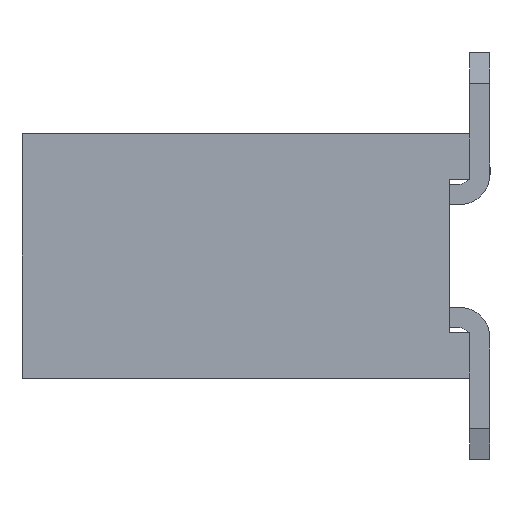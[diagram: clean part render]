
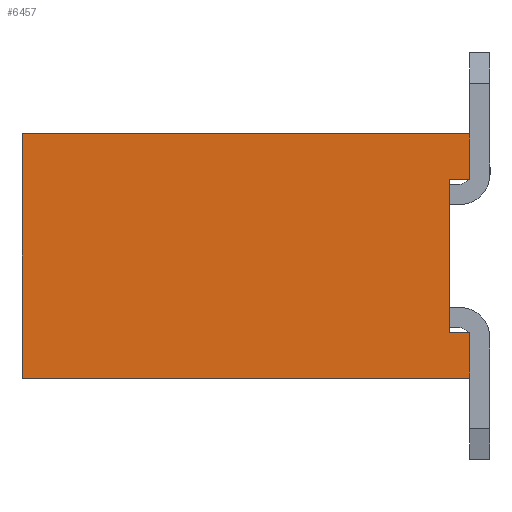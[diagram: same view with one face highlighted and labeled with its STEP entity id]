
A CAD part, left-side view. The second image highlights one B-rep face of the part: STEP entity #6457.
In plain terms, the highlighted planar face has unit normal (-1, 0, 0).
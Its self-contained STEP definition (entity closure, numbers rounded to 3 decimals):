
#219 = CARTESIAN_POINT ( 'NONE',  ( 13.975, 21.039, -0.45 ) ) ;
#521 = DIRECTION ( 'NONE',  ( 0., 0., 1. ) ) ;
#702 = FACE_OUTER_BOUND ( 'NONE', #7601, .T. ) ;
#812 = CARTESIAN_POINT ( 'NONE',  ( 13.975, 25.439, -2.4 ) ) ;
#956 = LINE ( 'NONE', #2990, #4250 ) ;
#999 = CARTESIAN_POINT ( 'NONE',  ( 13.975, 21.039, -2.4 ) ) ;
#1246 = LINE ( 'NONE', #6711, #7714 ) ;
#1249 = LINE ( 'NONE', #812, #4525 ) ;
#1679 = LINE ( 'NONE', #3922, #3413 ) ;
#1750 = CARTESIAN_POINT ( 'NONE',  ( 13.975, 21.039, -2.4 ) ) ;
#1892 = AXIS2_PLACEMENT_3D ( 'NONE', #5762, #7019, #521 ) ;
#2039 = CARTESIAN_POINT ( 'NONE',  ( 13.975, 21.039, -2.4 ) ) ;
#2331 = EDGE_CURVE ( 'NONE', #6369, #4301, #956, .T. ) ;
#2461 = VECTOR ( 'NONE', #7209, 1000. ) ;
#2598 = DIRECTION ( 'NONE',  ( 0., 1., 0. ) ) ;
#2692 = EDGE_CURVE ( 'NONE', #5553, #7941, #6388, .T. ) ;
#2794 = ORIENTED_EDGE ( 'NONE', *, *, #2692, .T. ) ;
#2827 = DIRECTION ( 'NONE',  ( 0., -1., 0. ) ) ;
#2892 = CARTESIAN_POINT ( 'NONE',  ( 13.975, 21.039, -1.95 ) ) ;
#2990 = CARTESIAN_POINT ( 'NONE',  ( 13.975, 21.039, -0.45 ) ) ;
#3085 = CARTESIAN_POINT ( 'NONE',  ( 13.975, 21.239, -0.45 ) ) ;
#3300 = LINE ( 'NONE', #999, #8365 ) ;
#3413 = VECTOR ( 'NONE', #2598, 1000. ) ;
#3448 = ORIENTED_EDGE ( 'NONE', *, *, #4432, .T. ) ;
#3470 = DIRECTION ( 'NONE',  ( 0., 0., 1. ) ) ;
#3475 = ORIENTED_EDGE ( 'NONE', *, *, #6540, .T. ) ;
#3499 = CARTESIAN_POINT ( 'NONE',  ( 13.975, 21.039, 0. ) ) ;
#3783 = VERTEX_POINT ( 'NONE', #7604 ) ;
#3922 = CARTESIAN_POINT ( 'NONE',  ( 13.975, 0., 0. ) ) ;
#3996 = LINE ( 'NONE', #2039, #2461 ) ;
#4074 = VERTEX_POINT ( 'NONE', #7802 ) ;
#4189 = EDGE_CURVE ( 'NONE', #7941, #6369, #1246, .T. ) ;
#4241 = VERTEX_POINT ( 'NONE', #3499 ) ;
#4250 = VECTOR ( 'NONE', #2827, 1000. ) ;
#4301 = VERTEX_POINT ( 'NONE', #219 ) ;
#4325 = LINE ( 'NONE', #1750, #6049 ) ;
#4432 = EDGE_CURVE ( 'NONE', #4074, #4872, #4325, .T. ) ;
#4525 = VECTOR ( 'NONE', #6062, 1000. ) ;
#4842 = EDGE_CURVE ( 'NONE', #4074, #3783, #1249, .T. ) ;
#4872 = VERTEX_POINT ( 'NONE', #6092 ) ;
#5002 = EDGE_CURVE ( 'NONE', #4872, #5553, #3300, .T. ) ;
#5216 = ORIENTED_EDGE ( 'NONE', *, *, #4842, .F. ) ;
#5553 = VERTEX_POINT ( 'NONE', #2892 ) ;
#5583 = DIRECTION ( 'NONE',  ( 0., 0., 1. ) ) ;
#5762 = CARTESIAN_POINT ( 'NONE',  ( 13.975, 21.039, -2.4 ) ) ;
#5972 = EDGE_CURVE ( 'NONE', #4301, #4241, #3996, .T. ) ;
#6049 = VECTOR ( 'NONE', #6302, 1000. ) ;
#6062 = DIRECTION ( 'NONE',  ( 0., 0., 1. ) ) ;
#6092 = CARTESIAN_POINT ( 'NONE',  ( 13.975, 21.039, -2.4 ) ) ;
#6302 = DIRECTION ( 'NONE',  ( 0., -1., 0. ) ) ;
#6369 = VERTEX_POINT ( 'NONE', #3085 ) ;
#6383 = ORIENTED_EDGE ( 'NONE', *, *, #5972, .T. ) ;
#6388 = LINE ( 'NONE', #8407, #7834 ) ;
#6431 = ORIENTED_EDGE ( 'NONE', *, *, #2331, .T. ) ;
#6457 = ADVANCED_FACE ( 'NONE', ( #702 ), #7662, .T. ) ;
#6540 = EDGE_CURVE ( 'NONE', #4241, #3783, #1679, .T. ) ;
#6711 = CARTESIAN_POINT ( 'NONE',  ( 13.975, 21.239, -0.45 ) ) ;
#7019 = DIRECTION ( 'NONE',  ( -1., 0., 0. ) ) ;
#7079 = DIRECTION ( 'NONE',  ( 0., 1., 0. ) ) ;
#7209 = DIRECTION ( 'NONE',  ( 0., 0., 1. ) ) ;
#7593 = ORIENTED_EDGE ( 'NONE', *, *, #5002, .T. ) ;
#7601 = EDGE_LOOP ( 'NONE', ( #2794, #8082, #6431, #6383, #3475, #5216, #3448, #7593 ) ) ;
#7604 = CARTESIAN_POINT ( 'NONE',  ( 13.975, 25.439, 0. ) ) ;
#7662 = PLANE ( 'NONE',  #1892 ) ;
#7714 = VECTOR ( 'NONE', #3470, 1000. ) ;
#7802 = CARTESIAN_POINT ( 'NONE',  ( 13.975, 25.439, -2.4 ) ) ;
#7834 = VECTOR ( 'NONE', #7079, 1000. ) ;
#7941 = VERTEX_POINT ( 'NONE', #8316 ) ;
#8082 = ORIENTED_EDGE ( 'NONE', *, *, #4189, .T. ) ;
#8316 = CARTESIAN_POINT ( 'NONE',  ( 13.975, 21.239, -1.95 ) ) ;
#8365 = VECTOR ( 'NONE', #5583, 1000. ) ;
#8407 = CARTESIAN_POINT ( 'NONE',  ( 13.975, 21.239, -1.95 ) ) ;
